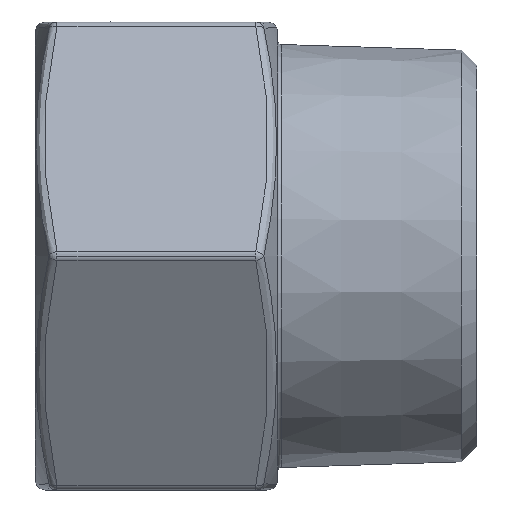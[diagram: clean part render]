
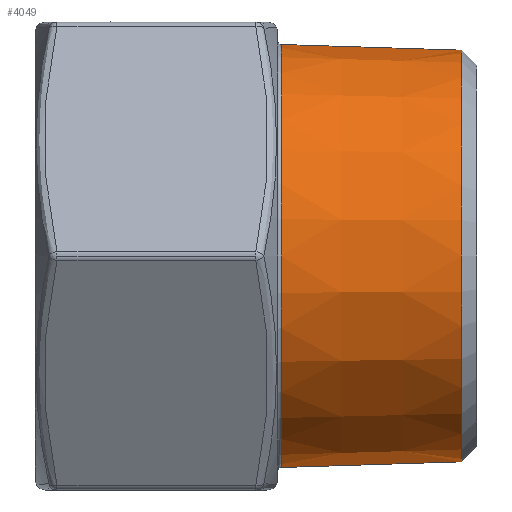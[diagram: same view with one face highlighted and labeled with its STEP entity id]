
A CAD part, front view. The second image highlights one B-rep face of the part: STEP entity #4049.
In plain terms, the highlighted conical face has half-angle 1.79 degrees and reference radius 23.75 mm.
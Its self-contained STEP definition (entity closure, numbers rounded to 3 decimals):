
#68 = EDGE_CURVE ( 'NONE', #6492, #14883, #5475, .T. ) ;
#318 = VERTEX_POINT ( 'NONE', #2220 ) ;
#527 = EDGE_CURVE ( 'NONE', #6492, #318, #16325, .T. ) ;
#1279 = DIRECTION ( 'NONE',  ( -1., 0., -0.031 ) ) ;
#1797 = CARTESIAN_POINT ( 'NONE',  ( 28.388, 0., 0. ) ) ;
#1889 = EDGE_CURVE ( 'NONE', #15475, #14883, #8944, .T. ) ;
#2210 = EDGE_LOOP ( 'NONE', ( #14488, #10536, #15668, #8331 ) ) ;
#2220 = CARTESIAN_POINT ( 'NONE',  ( 49.233, 0., 23.75 ) ) ;
#2517 = CARTESIAN_POINT ( 'NONE',  ( 49.233, 0., -23.75 ) ) ;
#2857 = CARTESIAN_POINT ( 'NONE',  ( 49.233, 0., 0. ) ) ;
#3233 = CARTESIAN_POINT ( 'NONE',  ( 49.233, 0., 0. ) ) ;
#3950 = CONICAL_SURFACE ( 'NONE', #15853, 23.75, 0.031 ) ;
#3975 = CARTESIAN_POINT ( 'NONE',  ( 28.388, 0., 24.402 ) ) ;
#4049 = ADVANCED_FACE ( 'NONE', ( #4883 ), #3950, .T. ) ;
#4308 = AXIS2_PLACEMENT_3D ( 'NONE', #3233, #8114, #4478 ) ;
#4311 = DIRECTION ( 'NONE',  ( 1., 0., 0. ) ) ;
#4358 = DIRECTION ( 'NONE',  ( 0., 0., 1. ) ) ;
#4478 = DIRECTION ( 'NONE',  ( 0., 0., 1. ) ) ;
#4883 = FACE_OUTER_BOUND ( 'NONE', #2210, .T. ) ;
#5475 = LINE ( 'NONE', #2517, #11604 ) ;
#6492 = VERTEX_POINT ( 'NONE', #13712 ) ;
#8114 = DIRECTION ( 'NONE',  ( -1., 0., 0. ) ) ;
#8331 = ORIENTED_EDGE ( 'NONE', *, *, #1889, .T. ) ;
#8944 = CIRCLE ( 'NONE', #12622, 24.402 ) ;
#9201 = CARTESIAN_POINT ( 'NONE',  ( 28.388, 0., -24.402 ) ) ;
#9569 = CARTESIAN_POINT ( 'NONE',  ( 49.233, 0., 23.75 ) ) ;
#10536 = ORIENTED_EDGE ( 'NONE', *, *, #527, .T. ) ;
#11604 = VECTOR ( 'NONE', #1279, 1000. ) ;
#11827 = VECTOR ( 'NONE', #14585, 1000. ) ;
#12622 = AXIS2_PLACEMENT_3D ( 'NONE', #1797, #4311, #4358 ) ;
#13006 = DIRECTION ( 'NONE',  ( 0., 0., 1. ) ) ;
#13161 = EDGE_CURVE ( 'NONE', #318, #15475, #15593, .T. ) ;
#13712 = CARTESIAN_POINT ( 'NONE',  ( 49.233, 0., -23.75 ) ) ;
#14352 = DIRECTION ( 'NONE',  ( -1., 0., 0. ) ) ;
#14488 = ORIENTED_EDGE ( 'NONE', *, *, #68, .F. ) ;
#14585 = DIRECTION ( 'NONE',  ( -1., 0., 0.031 ) ) ;
#14883 = VERTEX_POINT ( 'NONE', #9201 ) ;
#15475 = VERTEX_POINT ( 'NONE', #3975 ) ;
#15593 = LINE ( 'NONE', #9569, #11827 ) ;
#15668 = ORIENTED_EDGE ( 'NONE', *, *, #13161, .T. ) ;
#15853 = AXIS2_PLACEMENT_3D ( 'NONE', #2857, #14352, #13006 ) ;
#16325 = CIRCLE ( 'NONE', #4308, 23.75 ) ;
